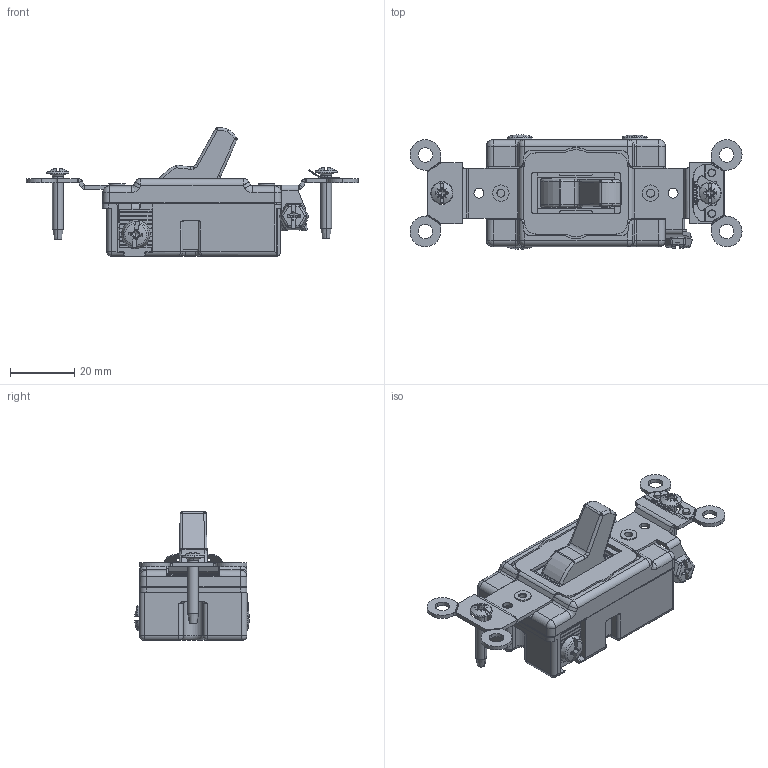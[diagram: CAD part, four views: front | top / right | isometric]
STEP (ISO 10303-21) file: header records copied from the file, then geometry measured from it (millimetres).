
FILE_DESCRIPTION (( 'STEP AP214' ), '1' );
FILE_NAME ('ORC6601-M01.STEP', '2025-07-22T20:09:19', ( '' ), ( '' ), 'SwSTEP 2.0', 'SolidWorks 2024', '' );
FILE_SCHEMA (( 'AUTOMOTIVE_DESIGN' ));
Length unit declared in the file: inch
Products named in the file (1): ORC6601-M01
Bounding box: 103.17 x 35.45 x 40.03 mm (x, y, z)
Volume: 40201.2 mm3; surface area: 27485.7 mm2
Topology: 17 solids, 21 shells, 3435 faces, 8985 edges, 5501 vertices
Faces by surface type: plane 1641, cylinder 949, bspline 498, torus 157, cone 122, sphere 68
Entity records: 123010 total; most frequent: CARTESIAN_POINT 44075, ORIENTED_EDGE 17738, DIRECTION 14895, EDGE_CURVE 8869, VERTEX_POINT 5501, AXIS2_PLACEMENT_3D 5000, VECTOR 4895, LINE 4895
